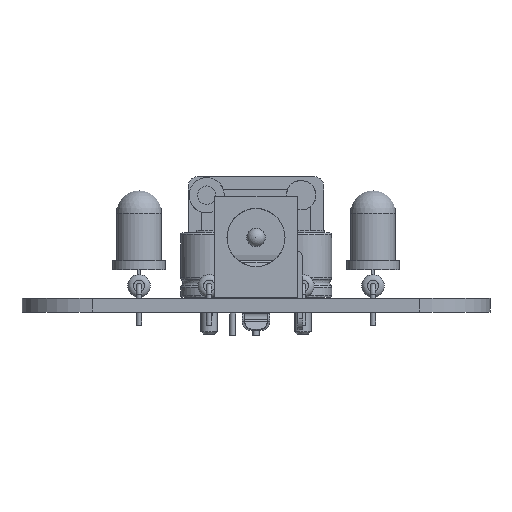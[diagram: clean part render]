
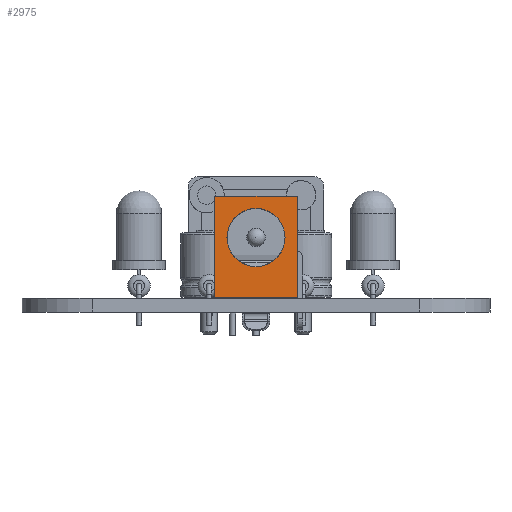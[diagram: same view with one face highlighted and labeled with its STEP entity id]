
A CAD part, left-side view. The second image highlights one B-rep face of the part: STEP entity #2975.
In plain terms, the highlighted face is planar.
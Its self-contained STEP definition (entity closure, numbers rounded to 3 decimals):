
#2798 = VERTEX_POINT('',#2799);
#2799 = CARTESIAN_POINT('',(4.5,-13.7,0.));
#2805 = EDGE_CURVE('',#2806,#2798,#2808,.T.);
#2806 = VERTEX_POINT('',#2807);
#2807 = CARTESIAN_POINT('',(-4.5,-13.7,0.));
#2808 = LINE('',#2809,#2810);
#2809 = CARTESIAN_POINT('',(-4.5,-13.7,0.));
#2810 = VECTOR('',#2811,1.);
#2811 = DIRECTION('',(1.,0.,0.));
#2901 = EDGE_CURVE('',#2806,#2902,#2904,.T.);
#2902 = VERTEX_POINT('',#2903);
#2903 = CARTESIAN_POINT('',(-4.5,-13.7,11.));
#2904 = LINE('',#2905,#2906);
#2905 = CARTESIAN_POINT('',(-4.5,-13.7,0.));
#2906 = VECTOR('',#2907,1.);
#2907 = DIRECTION('',(0.,0.,1.));
#2975 = ADVANCED_FACE('',(#2976,#2994),#3005,.T.);
#2976 = FACE_BOUND('',#2977,.T.);
#2977 = EDGE_LOOP('',(#2978,#2979,#2987,#2993));
#2978 = ORIENTED_EDGE('',*,*,#2805,.T.);
#2979 = ORIENTED_EDGE('',*,*,#2980,.T.);
#2980 = EDGE_CURVE('',#2798,#2981,#2983,.T.);
#2981 = VERTEX_POINT('',#2982);
#2982 = CARTESIAN_POINT('',(4.5,-13.7,11.));
#2983 = LINE('',#2984,#2985);
#2984 = CARTESIAN_POINT('',(4.5,-13.7,0.));
#2985 = VECTOR('',#2986,1.);
#2986 = DIRECTION('',(0.,0.,1.));
#2987 = ORIENTED_EDGE('',*,*,#2988,.F.);
#2988 = EDGE_CURVE('',#2902,#2981,#2989,.T.);
#2989 = LINE('',#2990,#2991);
#2990 = CARTESIAN_POINT('',(-4.5,-13.7,11.));
#2991 = VECTOR('',#2992,1.);
#2992 = DIRECTION('',(1.,0.,0.));
#2993 = ORIENTED_EDGE('',*,*,#2901,.F.);
#2994 = FACE_BOUND('',#2995,.T.);
#2995 = EDGE_LOOP('',(#2996));
#2996 = ORIENTED_EDGE('',*,*,#2997,.F.);
#2997 = EDGE_CURVE('',#2998,#2998,#3000,.T.);
#2998 = VERTEX_POINT('',#2999);
#2999 = CARTESIAN_POINT('',(3.15,-13.7,6.5));
#3000 = CIRCLE('',#3001,3.15);
#3001 = AXIS2_PLACEMENT_3D('',#3002,#3003,#3004);
#3002 = CARTESIAN_POINT('',(0.,-13.7,6.5));
#3003 = DIRECTION('',(0.,-1.,0.));
#3004 = DIRECTION('',(1.,0.,0.));
#3005 = PLANE('',#3006);
#3006 = AXIS2_PLACEMENT_3D('',#3007,#3008,#3009);
#3007 = CARTESIAN_POINT('',(-4.5,-13.7,0.));
#3008 = DIRECTION('',(0.,-1.,0.));
#3009 = DIRECTION('',(0.,0.,1.));
